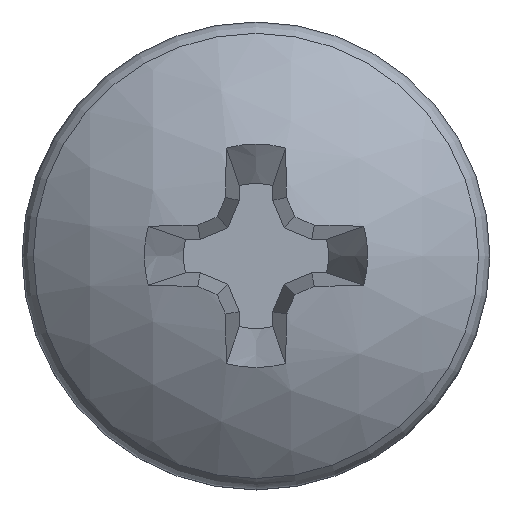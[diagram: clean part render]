
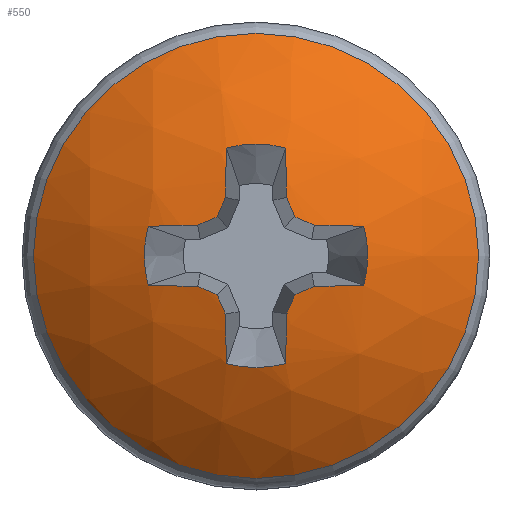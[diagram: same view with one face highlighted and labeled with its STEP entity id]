
A CAD part, top view. The second image highlights one B-rep face of the part: STEP entity #550.
In plain terms, the highlighted spherical face has radius 4.225 mm.
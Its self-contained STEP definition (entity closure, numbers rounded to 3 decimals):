
#112=SPHERICAL_SURFACE('',#609,4.225);
#114=FACE_BOUND('',#158,.T.);
#123=FACE_OUTER_BOUND('',#157,.T.);
#157=EDGE_LOOP('',(#384));
#158=EDGE_LOOP('',(#385,#386,#387,#388,#389,#390,#391,#392,#393,#394,#395,
#396,#397,#398,#399,#400,#401,#402,#403,#404));
#200=CIRCLE('',#602,1.433);
#202=CIRCLE('',#605,1.433);
#204=CIRCLE('',#608,2.854);
#205=CIRCLE('',#610,1.433);
#206=CIRCLE('',#611,4.225);
#207=CIRCLE('',#612,4.215);
#208=CIRCLE('',#613,4.215);
#209=CIRCLE('',#614,4.225);
#210=CIRCLE('',#615,4.225);
#211=CIRCLE('',#616,4.215);
#212=CIRCLE('',#617,4.215);
#213=CIRCLE('',#618,4.225);
#214=CIRCLE('',#619,4.225);
#215=CIRCLE('',#620,4.215);
#216=CIRCLE('',#621,4.215);
#217=CIRCLE('',#622,4.225);
#218=CIRCLE('',#623,1.433);
#219=CIRCLE('',#624,4.225);
#220=CIRCLE('',#625,4.215);
#221=CIRCLE('',#626,4.215);
#222=CIRCLE('',#627,4.225);
#234=VERTEX_POINT('',#825);
#235=VERTEX_POINT('',#829);
#238=VERTEX_POINT('',#838);
#239=VERTEX_POINT('',#842);
#241=VERTEX_POINT('',#850);
#242=VERTEX_POINT('',#853);
#243=VERTEX_POINT('',#854);
#244=VERTEX_POINT('',#856);
#245=VERTEX_POINT('',#858);
#246=VERTEX_POINT('',#860);
#247=VERTEX_POINT('',#863);
#248=VERTEX_POINT('',#865);
#249=VERTEX_POINT('',#867);
#250=VERTEX_POINT('',#870);
#251=VERTEX_POINT('',#872);
#252=VERTEX_POINT('',#874);
#253=VERTEX_POINT('',#876);
#254=VERTEX_POINT('',#878);
#255=VERTEX_POINT('',#880);
#256=VERTEX_POINT('',#882);
#257=VERTEX_POINT('',#884);
#292=EDGE_CURVE('',#234,#235,#200,.T.);
#296=EDGE_CURVE('',#238,#239,#202,.T.);
#299=EDGE_CURVE('',#241,#241,#204,.T.);
#300=EDGE_CURVE('',#242,#243,#205,.T.);
#301=EDGE_CURVE('',#244,#242,#206,.T.);
#302=EDGE_CURVE('',#245,#244,#207,.T.);
#303=EDGE_CURVE('',#246,#245,#208,.T.);
#304=EDGE_CURVE('',#239,#246,#209,.T.);
#305=EDGE_CURVE('',#247,#238,#210,.T.);
#306=EDGE_CURVE('',#248,#247,#211,.T.);
#307=EDGE_CURVE('',#249,#248,#212,.T.);
#308=EDGE_CURVE('',#235,#249,#213,.T.);
#309=EDGE_CURVE('',#250,#234,#214,.T.);
#310=EDGE_CURVE('',#251,#250,#215,.T.);
#311=EDGE_CURVE('',#252,#251,#216,.T.);
#312=EDGE_CURVE('',#253,#252,#217,.T.);
#313=EDGE_CURVE('',#254,#253,#218,.T.);
#314=EDGE_CURVE('',#255,#254,#219,.T.);
#315=EDGE_CURVE('',#256,#255,#220,.T.);
#316=EDGE_CURVE('',#257,#256,#221,.T.);
#317=EDGE_CURVE('',#243,#257,#222,.T.);
#384=ORIENTED_EDGE('',*,*,#299,.T.);
#385=ORIENTED_EDGE('',*,*,#300,.F.);
#386=ORIENTED_EDGE('',*,*,#301,.F.);
#387=ORIENTED_EDGE('',*,*,#302,.F.);
#388=ORIENTED_EDGE('',*,*,#303,.F.);
#389=ORIENTED_EDGE('',*,*,#304,.F.);
#390=ORIENTED_EDGE('',*,*,#296,.F.);
#391=ORIENTED_EDGE('',*,*,#305,.F.);
#392=ORIENTED_EDGE('',*,*,#306,.F.);
#393=ORIENTED_EDGE('',*,*,#307,.F.);
#394=ORIENTED_EDGE('',*,*,#308,.F.);
#395=ORIENTED_EDGE('',*,*,#292,.F.);
#396=ORIENTED_EDGE('',*,*,#309,.F.);
#397=ORIENTED_EDGE('',*,*,#310,.F.);
#398=ORIENTED_EDGE('',*,*,#311,.F.);
#399=ORIENTED_EDGE('',*,*,#312,.F.);
#400=ORIENTED_EDGE('',*,*,#313,.F.);
#401=ORIENTED_EDGE('',*,*,#314,.F.);
#402=ORIENTED_EDGE('',*,*,#315,.F.);
#403=ORIENTED_EDGE('',*,*,#316,.F.);
#404=ORIENTED_EDGE('',*,*,#317,.F.);
#550=ADVANCED_FACE('',(#123,#114),#112,.T.);
#602=AXIS2_PLACEMENT_3D('',#830,#669,#670);
#605=AXIS2_PLACEMENT_3D('',#843,#675,#676);
#608=AXIS2_PLACEMENT_3D('',#851,#681,#682);
#609=AXIS2_PLACEMENT_3D('',#852,#683,#684);
#610=AXIS2_PLACEMENT_3D('',#855,#685,#686);
#611=AXIS2_PLACEMENT_3D('',#857,#687,#688);
#612=AXIS2_PLACEMENT_3D('',#859,#689,#690);
#613=AXIS2_PLACEMENT_3D('',#861,#691,#692);
#614=AXIS2_PLACEMENT_3D('',#862,#693,#694);
#615=AXIS2_PLACEMENT_3D('',#864,#695,#696);
#616=AXIS2_PLACEMENT_3D('',#866,#697,#698);
#617=AXIS2_PLACEMENT_3D('',#868,#699,#700);
#618=AXIS2_PLACEMENT_3D('',#869,#701,#702);
#619=AXIS2_PLACEMENT_3D('',#871,#703,#704);
#620=AXIS2_PLACEMENT_3D('',#873,#705,#706);
#621=AXIS2_PLACEMENT_3D('',#875,#707,#708);
#622=AXIS2_PLACEMENT_3D('',#877,#709,#710);
#623=AXIS2_PLACEMENT_3D('',#879,#711,#712);
#624=AXIS2_PLACEMENT_3D('',#881,#713,#714);
#625=AXIS2_PLACEMENT_3D('',#883,#715,#716);
#626=AXIS2_PLACEMENT_3D('',#885,#717,#718);
#627=AXIS2_PLACEMENT_3D('',#886,#719,#720);
#669=DIRECTION('center_axis',(0.,0.,
1.));
#670=DIRECTION('ref_axis',(0.,1.,0.));
#675=DIRECTION('center_axis',(0.,0.,1.));
#676=DIRECTION('ref_axis',(-1.,0.,0.));
#681=DIRECTION('center_axis',(0.,0.,1.));
#682=DIRECTION('ref_axis',(0.,-1.,0.));
#683=DIRECTION('center_axis',(-1.,0.,0.));
#684=DIRECTION('ref_axis',(0.,1.,0.));
#685=DIRECTION('center_axis',(0.,0.,1.));
#686=DIRECTION('ref_axis',(-1.,0.,0.));
#687=DIRECTION('center_axis',(-0.996,0.,
0.087));
#688=DIRECTION('ref_axis',(0.087,0.,0.996));
#689=DIRECTION('center_axis',(-0.92,-0.381,0.087));
#690=DIRECTION('ref_axis',(0.383,-0.924,0.));
#691=DIRECTION('center_axis',(-0.381,-0.92,0.087));
#692=DIRECTION('ref_axis',(0.924,-0.383,0.));
#693=DIRECTION('center_axis',(0.,-0.996,0.087));
#694=DIRECTION('ref_axis',(0.,-0.087,-0.996));
#695=DIRECTION('center_axis',(0.,0.996,0.087));
#696=DIRECTION('ref_axis',(0.,-0.087,0.996));
#697=DIRECTION('center_axis',(-0.381,0.92,0.087));
#698=DIRECTION('ref_axis',(-0.924,-0.383,0.));
#699=DIRECTION('center_axis',(-0.92,0.381,0.087));
#700=DIRECTION('ref_axis',(-0.383,-0.924,0.));
#701=DIRECTION('center_axis',(-0.996,0.,0.087));
#702=DIRECTION('ref_axis',(0.087,0.,0.996));
#703=DIRECTION('center_axis',(0.996,0.,0.087));
#704=DIRECTION('ref_axis',(0.087,0.,-0.996));
#705=DIRECTION('center_axis',(0.92,0.381,0.087));
#706=DIRECTION('ref_axis',(-0.383,0.924,0.));
#707=DIRECTION('center_axis',(0.381,0.92,0.087));
#708=DIRECTION('ref_axis',(-0.924,0.383,0.));
#709=DIRECTION('center_axis',(0.,0.996,0.087));
#710=DIRECTION('ref_axis',(0.,-0.087,0.996));
#711=DIRECTION('center_axis',(0.,0.,
1.));
#712=DIRECTION('ref_axis',(-1.,0.,0.));
#713=DIRECTION('center_axis',(0.,-0.996,
0.087));
#714=DIRECTION('ref_axis',(0.,-0.087,-0.996));
#715=DIRECTION('center_axis',(0.381,-0.92,0.087));
#716=DIRECTION('ref_axis',(0.924,0.383,0.));
#717=DIRECTION('center_axis',(0.92,-0.381,0.087));
#718=DIRECTION('ref_axis',(0.383,0.924,0.));
#719=DIRECTION('center_axis',(0.996,0.,0.087));
#720=DIRECTION('ref_axis',(0.087,0.,-0.996));
#825=CARTESIAN_POINT('',(-0.378,-1.382,22.25));
#829=CARTESIAN_POINT('',(0.378,-1.382,22.25));
#830=CARTESIAN_POINT('Origin',(0.,0.,
22.25));
#838=CARTESIAN_POINT('',(1.382,-0.378,22.25));
#842=CARTESIAN_POINT('',(1.382,0.378,22.25));
#843=CARTESIAN_POINT('Origin',(0.,0.,22.25));
#850=CARTESIAN_POINT('',(0.,-2.854,21.39));
#851=CARTESIAN_POINT('Origin',(0.,0.,21.39));
#852=CARTESIAN_POINT('Origin',(0.,0.,18.275));
#853=CARTESIAN_POINT('',(0.378,1.382,22.25));
#854=CARTESIAN_POINT('',(-0.378,1.382,22.25));
#855=CARTESIAN_POINT('Origin',(0.,0.,22.25));
#856=CARTESIAN_POINT('',(0.393,0.749,22.415));
#857=CARTESIAN_POINT('Origin',(0.03,0.,
18.272));
#858=CARTESIAN_POINT('',(0.499,0.499,22.441));
#859=CARTESIAN_POINT('Origin',(0.263,0.109,18.25));
#860=CARTESIAN_POINT('',(0.749,0.393,22.415));
#861=CARTESIAN_POINT('Origin',(0.109,0.263,18.25));
#862=CARTESIAN_POINT('Origin',(0.,0.03,18.272));
#863=CARTESIAN_POINT('',(0.749,-0.393,22.415));
#864=CARTESIAN_POINT('Origin',(0.,-0.03,
18.272));
#865=CARTESIAN_POINT('',(0.499,-0.499,22.441));
#866=CARTESIAN_POINT('Origin',(0.109,-0.263,18.25));
#867=CARTESIAN_POINT('',(0.393,-0.749,22.415));
#868=CARTESIAN_POINT('Origin',(0.263,-0.109,18.25));
#869=CARTESIAN_POINT('Origin',(0.03,0.,
18.272));
#870=CARTESIAN_POINT('',(-0.393,-0.749,22.415));
#871=CARTESIAN_POINT('Origin',(-0.03,0.,
18.272));
#872=CARTESIAN_POINT('',(-0.499,-0.499,22.441));
#873=CARTESIAN_POINT('Origin',(-0.263,-0.109,18.25));
#874=CARTESIAN_POINT('',(-0.749,-0.393,22.415));
#875=CARTESIAN_POINT('Origin',(-0.109,-0.263,18.25));
#876=CARTESIAN_POINT('',(-1.382,-0.378,22.25));
#877=CARTESIAN_POINT('Origin',(0.,-0.03,
18.272));
#878=CARTESIAN_POINT('',(-1.382,0.378,22.25));
#879=CARTESIAN_POINT('Origin',(0.,0.,
22.25));
#880=CARTESIAN_POINT('',(-0.749,0.393,22.415));
#881=CARTESIAN_POINT('Origin',(0.,0.03,
18.272));
#882=CARTESIAN_POINT('',(-0.499,0.499,22.441));
#883=CARTESIAN_POINT('Origin',(-0.109,0.263,18.25));
#884=CARTESIAN_POINT('',(-0.393,0.749,22.415));
#885=CARTESIAN_POINT('Origin',(-0.263,0.109,18.25));
#886=CARTESIAN_POINT('Origin',(-0.03,0.,
18.272));
